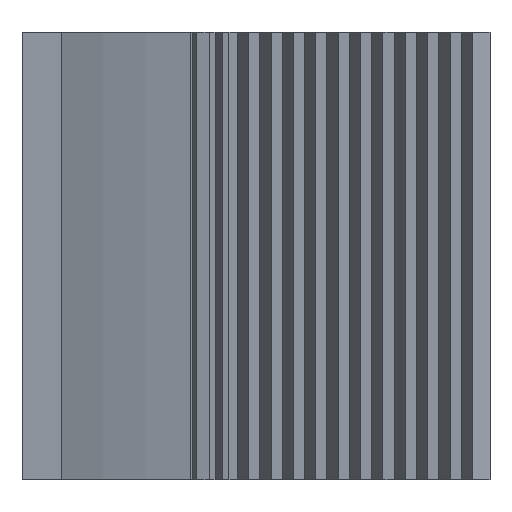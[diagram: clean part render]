
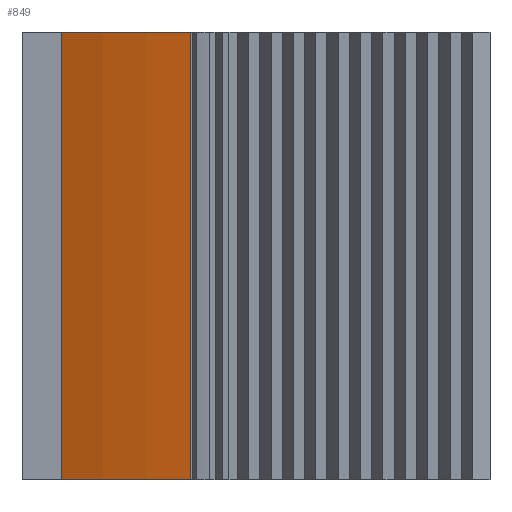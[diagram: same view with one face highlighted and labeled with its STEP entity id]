
A CAD part, front view. The second image highlights one B-rep face of the part: STEP entity #849.
In plain terms, the highlighted cylindrical face has radius 35 mm (diameter 70 mm), a partial arc.
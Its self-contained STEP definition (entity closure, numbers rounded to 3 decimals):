
#23=CIRCLE('',#918,35.);
#24=CIRCLE('',#919,35.);
#38=CYLINDRICAL_SURFACE('',#917,35.);
#47=FACE_OUTER_BOUND('',#91,.T.);
#91=EDGE_LOOP('',(#572,#573,#574,#575));
#137=LINE('',#1209,#245);
#144=LINE('',#1235,#252);
#245=VECTOR('',#976,10.);
#252=VECTOR('',#999,10.);
#352=VERTEX_POINT('',#1205);
#354=VERTEX_POINT('',#1208);
#364=VERTEX_POINT('',#1232);
#365=VERTEX_POINT('',#1234);
#436=EDGE_CURVE('',#354,#352,#137,.T.);
#447=EDGE_CURVE('',#364,#352,#23,.T.);
#448=EDGE_CURVE('',#365,#364,#144,.T.);
#449=EDGE_CURVE('',#354,#365,#24,.T.);
#572=ORIENTED_EDGE('',*,*,#447,.F.);
#573=ORIENTED_EDGE('',*,*,#448,.F.);
#574=ORIENTED_EDGE('',*,*,#449,.F.);
#575=ORIENTED_EDGE('',*,*,#436,.T.);
#849=ADVANCED_FACE('',(#47),#38,.T.);
#917=AXIS2_PLACEMENT_3D('',#1231,#995,#996);
#918=AXIS2_PLACEMENT_3D('',#1233,#997,#998);
#919=AXIS2_PLACEMENT_3D('',#1236,#1000,#1001);
#976=DIRECTION('',(0.,0.,-1.));
#995=DIRECTION('center_axis',(0.,0.,-1.));
#996=DIRECTION('ref_axis',(0.457,0.889,0.));
#997=DIRECTION('center_axis',(0.,0.,-1.));
#998=DIRECTION('ref_axis',(0.457,0.889,0.));
#999=DIRECTION('',(0.,0.,-1.));
#1000=DIRECTION('center_axis',(0.,0.,1.));
#1001=DIRECTION('ref_axis',(0.457,0.889,0.));
#1205=CARTESIAN_POINT('',(-9.662,-4.469,0.));
#1208=CARTESIAN_POINT('',(-9.662,-4.469,20.));
#1209=CARTESIAN_POINT('',(-9.662,-4.469,20.));
#1231=CARTESIAN_POINT('Origin',(6.337,26.66,20.));
#1232=CARTESIAN_POINT('',(-3.887,-6.813,0.));
#1233=CARTESIAN_POINT('Origin',(6.337,26.66,0.));
#1234=CARTESIAN_POINT('',(-3.887,-6.813,20.));
#1235=CARTESIAN_POINT('',(-3.887,-6.813,20.));
#1236=CARTESIAN_POINT('Origin',(6.337,26.66,20.));
